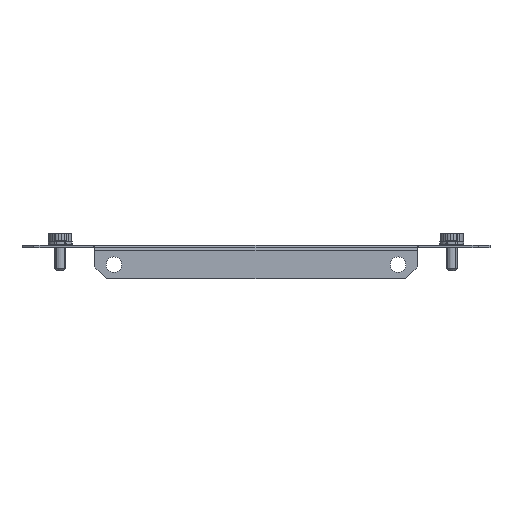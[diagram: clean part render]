
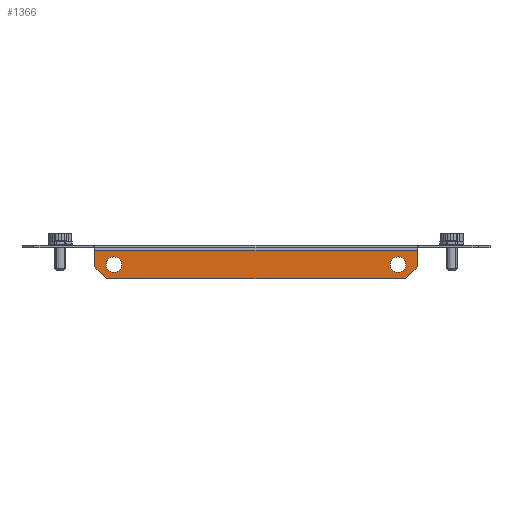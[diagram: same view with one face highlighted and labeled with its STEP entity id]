
A CAD part, front view. The second image highlights one B-rep face of the part: STEP entity #1366.
In plain terms, the highlighted planar face has unit normal (0, -1, 0).
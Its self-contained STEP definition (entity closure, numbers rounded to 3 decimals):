
#33 = EDGE_CURVE ( 'NONE', #684, #4154, #802, .T. ) ;
#43 = VERTEX_POINT ( 'NONE', #1495 ) ;
#55 = LINE ( 'NONE', #3140, #1305 ) ;
#175 = DIRECTION ( 'NONE',  ( 0., 0., 1. ) ) ;
#357 = EDGE_LOOP ( 'NONE', ( #5595, #3910 ) ) ;
#396 = ORIENTED_EDGE ( 'NONE', *, *, #1447, .T. ) ;
#430 = EDGE_CURVE ( 'NONE', #2617, #5787, #55, .T. ) ;
#464 = DIRECTION ( 'NONE',  ( 0., 1., 0. ) ) ;
#551 = CARTESIAN_POINT ( 'NONE',  ( -59.5, -1049.5, -4.75 ) ) ;
#617 = CARTESIAN_POINT ( 'NONE',  ( 59.5, -1049.5, -4.75 ) ) ;
#684 = VERTEX_POINT ( 'NONE', #551 ) ;
#686 = CARTESIAN_POINT ( 'NONE',  ( 0., -1049.5, -2. ) ) ;
#802 = CIRCLE ( 'NONE', #1555, 3.25 ) ;
#867 = EDGE_CURVE ( 'NONE', #5787, #43, #5001, .T. ) ;
#911 = CARTESIAN_POINT ( 'NONE',  ( 62.5, -1049.5, -14. ) ) ;
#924 = CARTESIAN_POINT ( 'NONE',  ( 0., -1049.5, -14. ) ) ;
#927 = AXIS2_PLACEMENT_3D ( 'NONE', #2900, #2020, #175 ) ;
#937 = CIRCLE ( 'NONE', #5121, 3.25 ) ;
#962 = DIRECTION ( 'NONE',  ( 0., 0., 1. ) ) ;
#1004 = DIRECTION ( 'NONE',  ( -1., 0., 0. ) ) ;
#1093 = CARTESIAN_POINT ( 'NONE',  ( -67.5, -1049.5, -9. ) ) ;
#1116 = VECTOR ( 'NONE', #3769, 1000. ) ;
#1234 = AXIS2_PLACEMENT_3D ( 'NONE', #1719, #5315, #3543 ) ;
#1305 = VECTOR ( 'NONE', #5052, 1000. ) ;
#1306 = VECTOR ( 'NONE', #2691, 1000. ) ;
#1363 = FACE_BOUND ( 'NONE', #357, .T. ) ;
#1366 = ADVANCED_FACE ( 'NONE', ( #4049, #1363, #2295 ), #1453, .T. ) ;
#1441 = EDGE_CURVE ( 'NONE', #43, #5401, #2422, .T. ) ;
#1447 = EDGE_CURVE ( 'NONE', #2329, #3635, #3802, .T. ) ;
#1453 = PLANE ( 'NONE',  #927 ) ;
#1495 = CARTESIAN_POINT ( 'NONE',  ( 67.5, -1049.5, -2. ) ) ;
#1496 = ORIENTED_EDGE ( 'NONE', *, *, #5551, .T. ) ;
#1555 = AXIS2_PLACEMENT_3D ( 'NONE', #1802, #464, #962 ) ;
#1699 = EDGE_LOOP ( 'NONE', ( #1496, #5753, #2868, #4892, #3934, #396 ) ) ;
#1718 = DIRECTION ( 'NONE',  ( 0., 0., 1. ) ) ;
#1719 = CARTESIAN_POINT ( 'NONE',  ( 59.5, -1049.5, -8. ) ) ;
#1759 = VERTEX_POINT ( 'NONE', #4401 ) ;
#1802 = CARTESIAN_POINT ( 'NONE',  ( -59.5, -1049.5, -8. ) ) ;
#1859 = CARTESIAN_POINT ( 'NONE',  ( -67.5, -1049.5, 0. ) ) ;
#1986 = EDGE_CURVE ( 'NONE', #4154, #684, #2510, .T. ) ;
#2020 = DIRECTION ( 'NONE',  ( 0., -1., 0. ) ) ;
#2170 = ORIENTED_EDGE ( 'NONE', *, *, #5071, .F. ) ;
#2276 = CIRCLE ( 'NONE', #1234, 3.25 ) ;
#2295 = FACE_OUTER_BOUND ( 'NONE', #1699, .T. ) ;
#2329 = VERTEX_POINT ( 'NONE', #1093 ) ;
#2352 = VECTOR ( 'NONE', #5621, 1000. ) ;
#2366 = VECTOR ( 'NONE', #3723, 1000. ) ;
#2422 = LINE ( 'NONE', #686, #3663 ) ;
#2510 = CIRCLE ( 'NONE', #3552, 3.25 ) ;
#2532 = CARTESIAN_POINT ( 'NONE',  ( 67.5, -1049.5, -9. ) ) ;
#2617 = VERTEX_POINT ( 'NONE', #911 ) ;
#2629 = EDGE_CURVE ( 'NONE', #5401, #2329, #4582, .T. ) ;
#2687 = CARTESIAN_POINT ( 'NONE',  ( -59.5, -1049.5, -11.25 ) ) ;
#2691 = DIRECTION ( 'NONE',  ( 0., 0., -1. ) ) ;
#2708 = LINE ( 'NONE', #924, #2366 ) ;
#2868 = ORIENTED_EDGE ( 'NONE', *, *, #867, .T. ) ;
#2900 = CARTESIAN_POINT ( 'NONE',  ( 0., -1049.5, 0. ) ) ;
#2901 = VERTEX_POINT ( 'NONE', #617 ) ;
#3140 = CARTESIAN_POINT ( 'NONE',  ( 38.25, -1049.5, -38.25 ) ) ;
#3162 = CARTESIAN_POINT ( 'NONE',  ( -59.5, -1049.5, -8. ) ) ;
#3280 = CARTESIAN_POINT ( 'NONE',  ( -38.25, -1049.5, -38.25 ) ) ;
#3282 = EDGE_LOOP ( 'NONE', ( #2170, #4386 ) ) ;
#3543 = DIRECTION ( 'NONE',  ( 0., 0., 1. ) ) ;
#3552 = AXIS2_PLACEMENT_3D ( 'NONE', #3162, #4985, #4133 ) ;
#3635 = VERTEX_POINT ( 'NONE', #4614 ) ;
#3663 = VECTOR ( 'NONE', #1004, 1000. ) ;
#3723 = DIRECTION ( 'NONE',  ( 1., 0., 0. ) ) ;
#3769 = DIRECTION ( 'NONE',  ( 0., 0., 1. ) ) ;
#3802 = LINE ( 'NONE', #3280, #2352 ) ;
#3910 = ORIENTED_EDGE ( 'NONE', *, *, #1986, .T. ) ;
#3934 = ORIENTED_EDGE ( 'NONE', *, *, #2629, .T. ) ;
#4049 = FACE_BOUND ( 'NONE', #3282, .T. ) ;
#4108 = EDGE_CURVE ( 'NONE', #1759, #2901, #2276, .T. ) ;
#4133 = DIRECTION ( 'NONE',  ( 0., 0., 1. ) ) ;
#4154 = VERTEX_POINT ( 'NONE', #2687 ) ;
#4386 = ORIENTED_EDGE ( 'NONE', *, *, #4108, .F. ) ;
#4401 = CARTESIAN_POINT ( 'NONE',  ( 59.5, -1049.5, -11.25 ) ) ;
#4419 = CARTESIAN_POINT ( 'NONE',  ( -67.5, -1049.5, -2. ) ) ;
#4582 = LINE ( 'NONE', #1859, #1306 ) ;
#4614 = CARTESIAN_POINT ( 'NONE',  ( -62.5, -1049.5, -14. ) ) ;
#4779 = CARTESIAN_POINT ( 'NONE',  ( 59.5, -1049.5, -8. ) ) ;
#4892 = ORIENTED_EDGE ( 'NONE', *, *, #1441, .T. ) ;
#4985 = DIRECTION ( 'NONE',  ( 0., 1., 0. ) ) ;
#5001 = LINE ( 'NONE', #5085, #1116 ) ;
#5052 = DIRECTION ( 'NONE',  ( 0.707, 0., 0.707 ) ) ;
#5071 = EDGE_CURVE ( 'NONE', #2901, #1759, #937, .T. ) ;
#5085 = CARTESIAN_POINT ( 'NONE',  ( 67.5, -1049.5, 0. ) ) ;
#5121 = AXIS2_PLACEMENT_3D ( 'NONE', #4779, #5342, #1718 ) ;
#5315 = DIRECTION ( 'NONE',  ( 0., -1., 0. ) ) ;
#5342 = DIRECTION ( 'NONE',  ( 0., -1., 0. ) ) ;
#5401 = VERTEX_POINT ( 'NONE', #4419 ) ;
#5551 = EDGE_CURVE ( 'NONE', #3635, #2617, #2708, .T. ) ;
#5595 = ORIENTED_EDGE ( 'NONE', *, *, #33, .T. ) ;
#5621 = DIRECTION ( 'NONE',  ( 0.707, 0., -0.707 ) ) ;
#5753 = ORIENTED_EDGE ( 'NONE', *, *, #430, .T. ) ;
#5787 = VERTEX_POINT ( 'NONE', #2532 ) ;
